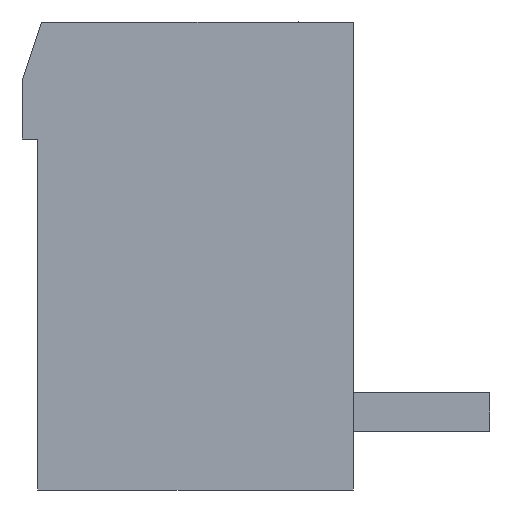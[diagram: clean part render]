
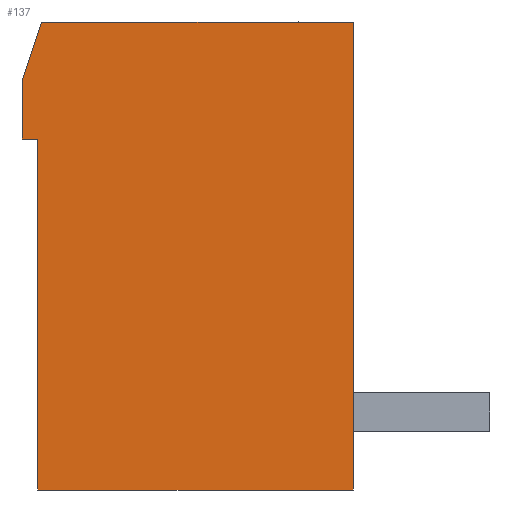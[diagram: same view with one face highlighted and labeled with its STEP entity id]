
A CAD part, left-side view. The second image highlights one B-rep face of the part: STEP entity #137.
In plain terms, the highlighted planar face has unit normal (-1, 0, 0).
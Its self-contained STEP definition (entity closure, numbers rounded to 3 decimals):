
#137=ADVANCED_FACE('3578',(#567),#568,.T.);
#567=FACE_OUTER_BOUND('',#1318,.T.);
#568=PLANE('',#1319);
#1318=EDGE_LOOP('',(#2451,#2452,#2453,#2454,#2455,#2456,#2457));
#1319=AXIS2_PLACEMENT_3D('',#2458,#2459,#2460);
#2451=ORIENTED_EDGE('',*,*,#5195,.T.);
#2452=ORIENTED_EDGE('',*,*,#5196,.T.);
#2453=ORIENTED_EDGE('',*,*,#5197,.F.);
#2454=ORIENTED_EDGE('',*,*,#5198,.T.);
#2455=ORIENTED_EDGE('',*,*,#5199,.F.);
#2456=ORIENTED_EDGE('',*,*,#5046,.F.);
#2457=ORIENTED_EDGE('',*,*,#5194,.T.);
#2458=CARTESIAN_POINT('',(-13.7,4.675,0.0));
#2459=DIRECTION('',(-1.0,0.0,0.0));
#2460=DIRECTION('',(0.0,0.0,1.0));
#5046=EDGE_CURVE('3892',#6052,#6054,#6055,.T.);
#5194=EDGE_CURVE('3890',#6052,#6292,#6294,.T.);
#5195=EDGE_CURVE('3895',#6292,#6295,#6296,.T.);
#5196=EDGE_CURVE('3880',#6295,#6297,#6298,.T.);
#5197=EDGE_CURVE('3881',#6299,#6297,#6300,.T.);
#5198=EDGE_CURVE('3884',#6299,#6301,#6302,.T.);
#5199=EDGE_CURVE('3868',#6054,#6301,#6303,.T.);
#6052=VERTEX_POINT('',#7698);
#6054=VERTEX_POINT('',#7701);
#6055=LINE('',#7702,#7703);
#6292=VERTEX_POINT('',#8108);
#6294=LINE('',#8111,#8112);
#6295=VERTEX_POINT('',#8113);
#6296=LINE('',#8114,#8115);
#6297=VERTEX_POINT('',#8116);
#6298=LINE('',#8117,#8118);
#6299=VERTEX_POINT('',#8119);
#6300=LINE('',#8120,#8121);
#6301=VERTEX_POINT('',#8122);
#6302=LINE('',#8123,#8124);
#6303=LINE('',#8125,#8126);
#7698=CARTESIAN_POINT('',(-13.7,4.175,0.0));
#7701=CARTESIAN_POINT('',(-13.7,-3.825,0.0));
#7702=CARTESIAN_POINT('',(-13.7,4.175,0.0));
#7703=VECTOR('',#10390,8.0);
#8108=CARTESIAN_POINT('',(-13.7,4.675,-1.5));
#8111=CARTESIAN_POINT('',(-13.7,4.175,0.0));
#8112=VECTOR('',#10584,1.581);
#8113=CARTESIAN_POINT('',(-13.7,4.675,-3.0));
#8114=CARTESIAN_POINT('',(-13.7,4.675,-1.5));
#8115=VECTOR('',#10585,1.5);
#8116=CARTESIAN_POINT('',(-13.7,4.275,-3.0));
#8117=CARTESIAN_POINT('',(-13.7,4.675,-3.0));
#8118=VECTOR('',#10586,0.4);
#8119=CARTESIAN_POINT('',(-13.7,4.275,-12.0));
#8120=CARTESIAN_POINT('',(-13.7,4.275,-12.0));
#8121=VECTOR('',#10587,9.0);
#8122=CARTESIAN_POINT('',(-13.7,-3.825,-12.0));
#8123=CARTESIAN_POINT('',(-13.7,4.275,-12.0));
#8124=VECTOR('',#10588,8.1);
#8125=CARTESIAN_POINT('',(-13.7,-3.825,0.0));
#8126=VECTOR('',#10589,12.0);
#10390=DIRECTION('',(0.0,-1.0,0.0));
#10584=DIRECTION('',(0.0,0.316,-0.949));
#10585=DIRECTION('',(0.0,0.0,-1.0));
#10586=DIRECTION('',(0.0,-1.0,0.0));
#10587=DIRECTION('',(0.0,0.0,1.0));
#10588=DIRECTION('',(0.0,-1.0,0.0));
#10589=DIRECTION('',(0.0,0.0,-1.0));
